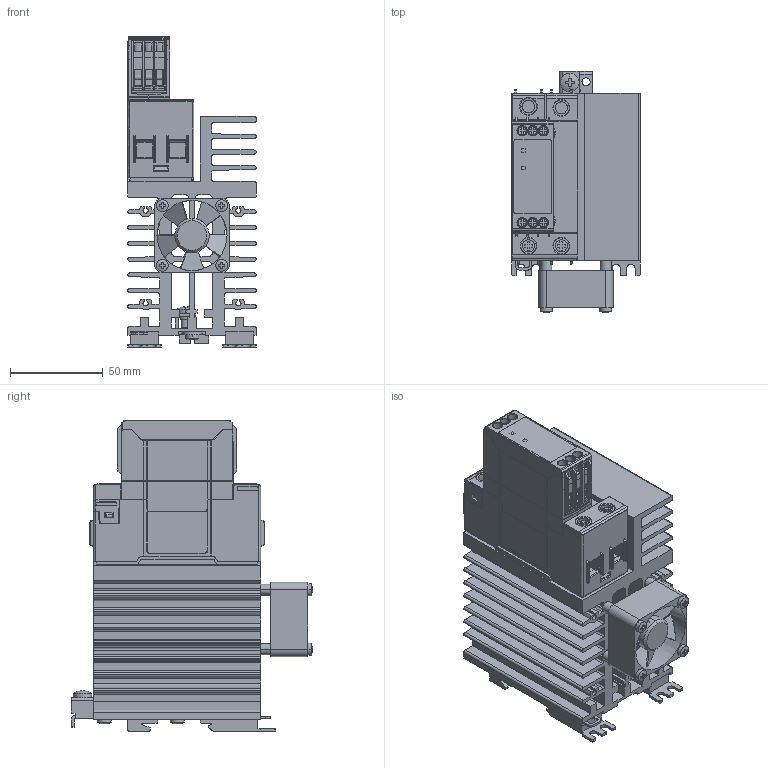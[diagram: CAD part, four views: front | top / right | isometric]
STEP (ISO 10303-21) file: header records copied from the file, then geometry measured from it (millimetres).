
FILE_DESCRIPTION((''),'2;1');
FILE_NAME('CGI0845-01.stp','2012-08-20T14:43:59',(''),(''),'Mechanical Desktop 2009','Mechanical Desktop 2009',', , ');
FILE_SCHEMA(('CONFIG_CONTROL_DESIGN'));
Length unit declared in the file: millimetre
Products named in the file (1): Product
Bounding box: 69.1 x 129.97 x 167.43 mm (x, y, z)
Volume: 465908.7 mm3; surface area: 185704.8 mm2
Topology: 1 solids, 8 shells, 2134 faces, 5869 edges, 3732 vertices
Faces by surface type: plane 859, bspline 706, cylinder 467, cone 39, torus 35, sphere 28
Entity records: 74284 total; most frequent: CARTESIAN_POINT 21408, ORIENTED_EDGE 11562, DIRECTION 10311, EDGE_CURVE 5781, VECTOR 3843, LINE 3843, VERTEX_POINT 3736, AXIS2_PLACEMENT_3D 3234
